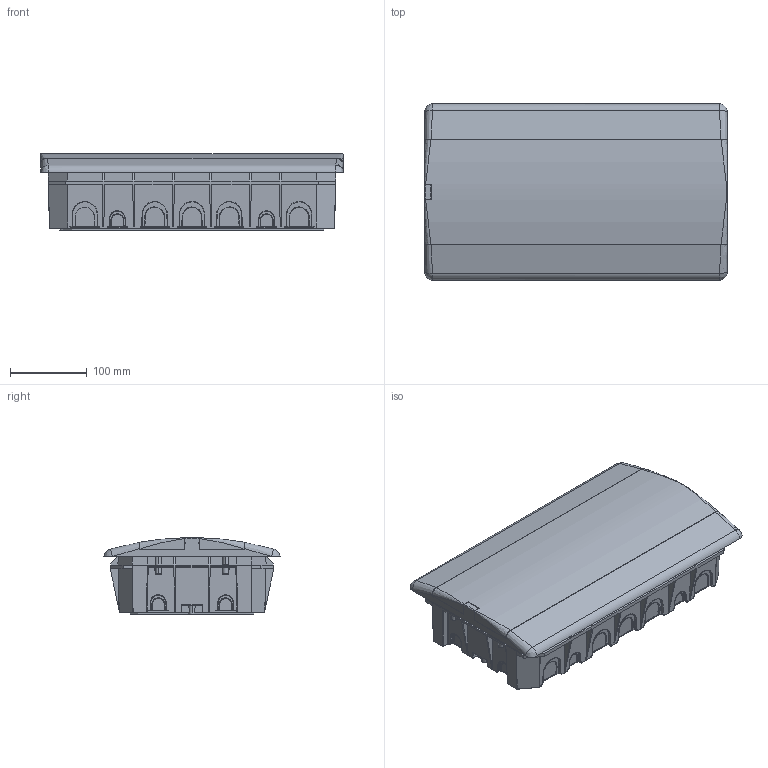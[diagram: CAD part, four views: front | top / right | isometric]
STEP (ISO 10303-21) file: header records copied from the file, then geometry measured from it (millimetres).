
FILE_DESCRIPTION (( 'STEP AP214' ), '1' );
FILE_NAME ('SB-V-18(W).ÃÌ Ùèò ðàñïðåä. âñòðàèâàåìûé ÙÐÂ-Ï-18.STEP', '2025-01-17T07:13:10', ( '' ), ( '' ), 'SwSTEP 2.0', 'SolidWorks 2021', '' );
FILE_SCHEMA (( 'AUTOMOTIVE_DESIGN' ));
Length unit declared in the file: millimetre
Products named in the file (1): SB-V-18(W).ÃÌ Ùèò ðàñïðåä. âñòðàèâàåìûé ÙÐÂ-Ï-18
Bounding box: 395 x 230.3 x 100.29 mm (x, y, z)
Volume: 793444.7 mm3; surface area: 754465.9 mm2
Topology: 36 solids, 36 shells, 6098 faces, 15937 edges, 10096 vertices
Faces by surface type: plane 2885, cylinder 1386, bspline 954, cone 466, torus 236, sphere 171
Entity records: 309467 total; most frequent: CARTESIAN_POINT 103619, ORIENTED_EDGE 31734, DIRECTION 24588, EDGE_CURVE 15867, VERTEX_POINT 10096, VECTOR 9014, LINE 9014, AXIS2_PLACEMENT_3D 7787
